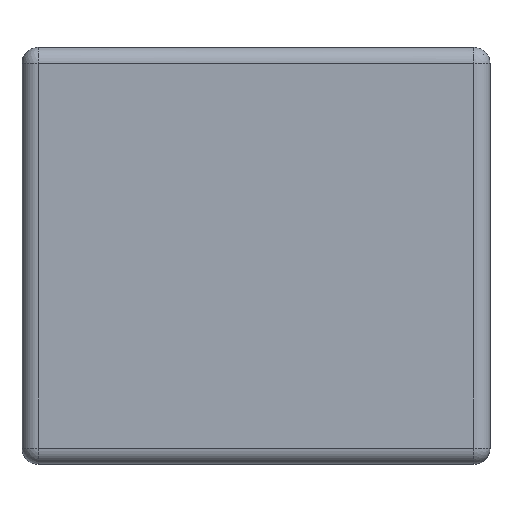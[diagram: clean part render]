
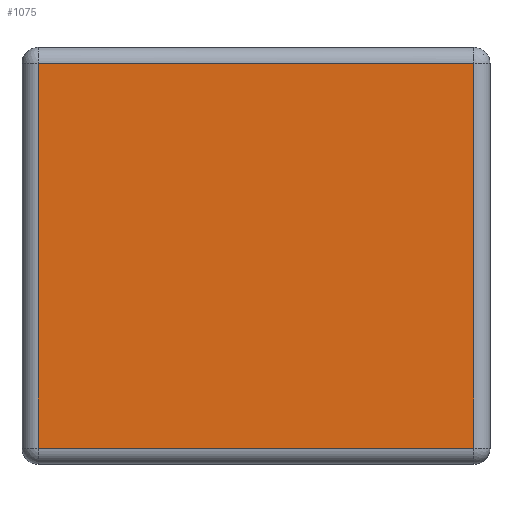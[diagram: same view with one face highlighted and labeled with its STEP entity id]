
A CAD part, top view. The second image highlights one B-rep face of the part: STEP entity #1075.
In plain terms, the highlighted planar face has unit normal (0, 0, 1).
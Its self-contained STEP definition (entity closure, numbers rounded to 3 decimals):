
#146=FACE_OUTER_BOUND($,#222,.T.);
#222=EDGE_LOOP($,(#875,#876,#877,#878));
#323=LINE($,#1744,#423);
#325=LINE($,#1752,#425);
#327=LINE($,#1760,#427);
#329=LINE($,#1769,#429);
#423=VECTOR($,#1399,24.);
#425=VECTOR($,#1407,27.2);
#427=VECTOR($,#1415,24.);
#429=VECTOR($,#1427,27.2);
#508=VERTEX_POINT($,#1741);
#509=VERTEX_POINT($,#1743);
#512=VERTEX_POINT($,#1751);
#515=VERTEX_POINT($,#1759);
#626=EDGE_CURVE($,#508,#509,#323,.T.);
#630=EDGE_CURVE($,#509,#512,#325,.T.);
#634=EDGE_CURVE($,#512,#515,#327,.T.);
#639=EDGE_CURVE($,#515,#508,#329,.T.);
#875=ORIENTED_EDGE($,*,*,#626,.F.);
#876=ORIENTED_EDGE($,*,*,#639,.F.);
#877=ORIENTED_EDGE($,*,*,#634,.F.);
#878=ORIENTED_EDGE($,*,*,#630,.F.);
#1010=PLANE($,#1196);
#1075=ADVANCED_FACE($,(#146),#1010,.T.);
#1196=AXIS2_PLACEMENT_3D($,#1797,#1462,#1463);
#1399=DIRECTION($,(0.,-1.,0.));
#1407=DIRECTION($,(-1.,0.,0.));
#1415=DIRECTION($,(0.,1.,0.));
#1427=DIRECTION($,(1.,0.,0.));
#1462=DIRECTION('center_axis',(0.,0.,1.));
#1463=DIRECTION('ref_axis',(0.,-1.,0.));
#1741=CARTESIAN_POINT('',(13.6,12.,16.45));
#1743=CARTESIAN_POINT('',(13.6,-12.,16.45));
#1744=CARTESIAN_POINT($,(13.6,6.,16.45));
#1751=CARTESIAN_POINT('',(-13.6,-12.,16.45));
#1752=CARTESIAN_POINT($,(6.8,-12.,16.45));
#1759=CARTESIAN_POINT('',(-13.6,12.,16.45));
#1760=CARTESIAN_POINT($,(-13.6,-6.,16.45));
#1769=CARTESIAN_POINT($,(-6.8,12.,16.45));
#1797=CARTESIAN_POINT('Origin',(0.,0.,
16.45));
